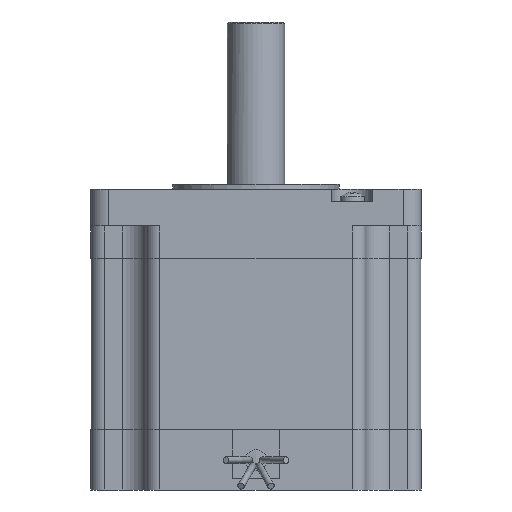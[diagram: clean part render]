
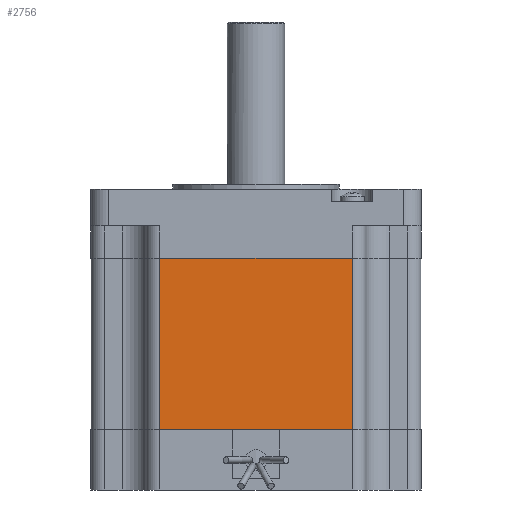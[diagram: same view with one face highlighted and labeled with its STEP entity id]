
A CAD part, front view. The second image highlights one B-rep face of the part: STEP entity #2756.
In plain terms, the highlighted planar face has unit normal (0, -1, 0).
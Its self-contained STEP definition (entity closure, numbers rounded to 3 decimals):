
#367 = LINE ( 'NONE', #829, #371 ) ;
#371 = VECTOR ( 'NONE', #838, 1000. ) ;
#409 = LINE ( 'NONE', #920, #425 ) ;
#425 = VECTOR ( 'NONE', #927, 1000. ) ;
#430 = LINE ( 'NONE', #928, #432 ) ;
#432 = VECTOR ( 'NONE', #938, 1000. ) ;
#829 = CARTESIAN_POINT ( 'NONE',  ( 32., -54.85, -80. ) ) ;
#838 = DIRECTION ( 'NONE',  ( 0., 0., 1. ) ) ;
#920 = CARTESIAN_POINT ( 'NONE',  ( -32., -54.85, -23. ) ) ;
#927 = DIRECTION ( 'NONE',  ( 1., 0., 0. ) ) ;
#928 = CARTESIAN_POINT ( 'NONE',  ( -32., -54.85, -80. ) ) ;
#938 = DIRECTION ( 'NONE',  ( 0., 0., 1. ) ) ;
#2070 = CARTESIAN_POINT ( 'NONE',  ( -32., -54.85, -80. ) ) ;
#2118 = CARTESIAN_POINT ( 'NONE',  ( 32., -54.85, -23. ) ) ;
#2756 = ADVANCED_FACE ( 'NONE', ( #6789 ), #18873, .T. ) ;
#6789 = FACE_OUTER_BOUND ( 'NONE', #13145, .T. ) ;
#6875 = ORIENTED_EDGE ( 'NONE', *, *, #17609, .F. ) ;
#6952 = ORIENTED_EDGE ( 'NONE', *, *, #17613, .F. ) ;
#6973 = ORIENTED_EDGE ( 'NONE', *, *, #18394, .T. ) ;
#6980 = ORIENTED_EDGE ( 'NONE', *, *, #17573, .T. ) ;
#11220 = VERTEX_POINT ( 'NONE', #2118 ) ;
#11236 = VERTEX_POINT ( 'NONE', #2070 ) ;
#11373 = VERTEX_POINT ( 'NONE', #16881 ) ;
#11425 = VERTEX_POINT ( 'NONE', #16889 ) ;
#13145 = EDGE_LOOP ( 'NONE', ( #6875, #6952, #6973, #6980 ) ) ;
#13323 = AXIS2_PLACEMENT_3D ( 'NONE', #18741, #18840, #19019 ) ;
#16881 = CARTESIAN_POINT ( 'NONE',  ( 32., -54.85, -80. ) ) ;
#16889 = CARTESIAN_POINT ( 'NONE',  ( -32., -54.85, -23. ) ) ;
#17573 = EDGE_CURVE ( 'NONE', #11373, #11220, #367, .T. ) ;
#17609 = EDGE_CURVE ( 'NONE', #11425, #11220, #409, .T. ) ;
#17613 = EDGE_CURVE ( 'NONE', #11236, #11425, #430, .T. ) ;
#18394 = EDGE_CURVE ( 'NONE', #11236, #11373, #20373, .T. ) ;
#18741 = CARTESIAN_POINT ( 'NONE',  ( -32., -54.85, -80. ) ) ;
#18840 = DIRECTION ( 'NONE',  ( 0., -1., 0. ) ) ;
#18873 = PLANE ( 'NONE',  #13323 ) ;
#19019 = DIRECTION ( 'NONE',  ( 0., 0., -1. ) ) ;
#19888 = CARTESIAN_POINT ( 'NONE',  ( -32., -54.85, -80. ) ) ;
#19889 = DIRECTION ( 'NONE',  ( 1., 0., 0. ) ) ;
#20373 = LINE ( 'NONE', #19888, #20374 ) ;
#20374 = VECTOR ( 'NONE', #19889, 1000. ) ;
